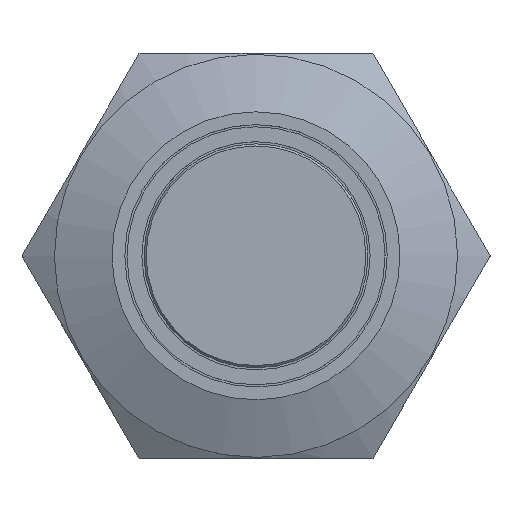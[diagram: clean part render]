
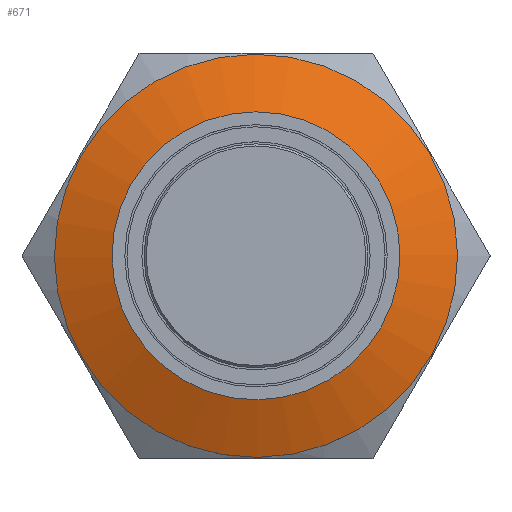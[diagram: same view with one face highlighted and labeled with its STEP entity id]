
A CAD part, top view. The second image highlights one B-rep face of the part: STEP entity #671.
In plain terms, the highlighted conical face has half-angle 67.834 degrees and reference radius 9.45 mm.
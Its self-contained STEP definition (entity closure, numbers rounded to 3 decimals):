
#479 = CIRCLE ( 'NONE', #7264, 6.75 ) ;
#671 = ADVANCED_FACE ( 'NONE', ( #8485, #5381 ), #6542, .T. ) ;
#959 = CARTESIAN_POINT ( 'NONE',  ( 0., 0.6, 0. ) ) ;
#1042 = CARTESIAN_POINT ( 'NONE',  ( 0., 0.6, 9.45 ) ) ;
#1239 = DIRECTION ( 'NONE',  ( 0., 0., -1. ) ) ;
#1991 = ORIENTED_EDGE ( 'NONE', *, *, #4461, .T. ) ;
#2963 = ORIENTED_EDGE ( 'NONE', *, *, #4905, .F. ) ;
#3348 = CARTESIAN_POINT ( 'NONE',  ( 0., 1.7, 6.75 ) ) ;
#3588 = AXIS2_PLACEMENT_3D ( 'NONE', #959, #5435, #4653 ) ;
#4060 = EDGE_LOOP ( 'NONE', ( #1991 ) ) ;
#4199 = DIRECTION ( 'NONE',  ( 0., -1., 0. ) ) ;
#4214 = EDGE_LOOP ( 'NONE', ( #2963 ) ) ;
#4262 = AXIS2_PLACEMENT_3D ( 'NONE', #7875, #4199, #1239 ) ;
#4296 = CIRCLE ( 'NONE', #3588, 9.45 ) ;
#4461 = EDGE_CURVE ( 'NONE', #9452, #9452, #4296, .T. ) ;
#4653 = DIRECTION ( 'NONE',  ( 0., 0., 1. ) ) ;
#4905 = EDGE_CURVE ( 'NONE', #5547, #5547, #479, .T. ) ;
#5381 = FACE_OUTER_BOUND ( 'NONE', #4060, .T. ) ;
#5435 = DIRECTION ( 'NONE',  ( 0., 1., 0. ) ) ;
#5547 = VERTEX_POINT ( 'NONE', #3348 ) ;
#6542 = CONICAL_SURFACE ( 'NONE', #4262, 9.45, 1.184 ) ;
#6549 = CARTESIAN_POINT ( 'NONE',  ( 0., 1.7, 0. ) ) ;
#7264 = AXIS2_PLACEMENT_3D ( 'NONE', #6549, #8084, #7297 ) ;
#7297 = DIRECTION ( 'NONE',  ( 0., 0., 1. ) ) ;
#7875 = CARTESIAN_POINT ( 'NONE',  ( 0., 0.6, 0. ) ) ;
#8084 = DIRECTION ( 'NONE',  ( 0., 1., 0. ) ) ;
#8485 = FACE_BOUND ( 'NONE', #4214, .T. ) ;
#9452 = VERTEX_POINT ( 'NONE', #1042 ) ;
